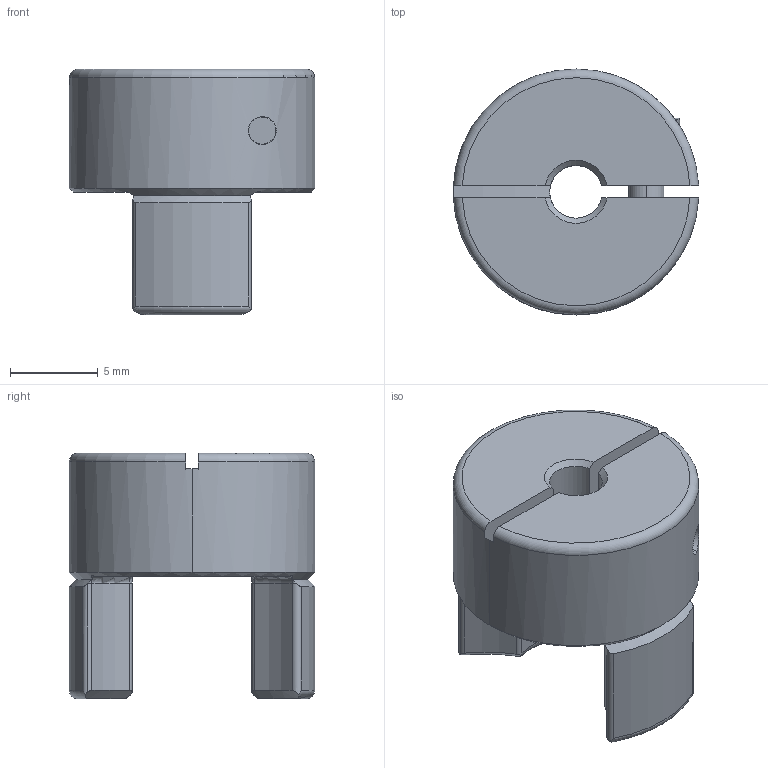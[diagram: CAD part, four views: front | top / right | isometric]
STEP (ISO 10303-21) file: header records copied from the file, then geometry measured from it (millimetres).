
FILE_DESCRIPTION (( 'STEP AP203' ), '1' );
FILE_NAME ('SJC-14C-3.step', '2021-04-15T12:35:34', ( '' ), ( '' ), 'SwSTEP 2.0', 'SolidWorks 2021', '' );
FILE_SCHEMA (( 'CONFIG_CONTROL_DESIGN' ));
Length unit declared in the file: millimetre
Products named in the file (1): SJC-14C-3
Bounding box: 13.99 x 14 x 14 mm (x, y, z)
Volume: 1170.9 mm3; surface area: 1124.9 mm2
Topology: 2 solids, 2 shells, 108 faces, 277 edges, 174 vertices
Faces by surface type: cylinder 39, plane 28, cone 17, torus 16, bspline 8
Entity records: 4440 total; most frequent: CARTESIAN_POINT 1863, ORIENTED_EDGE 550, DIRECTION 494, EDGE_CURVE 275, AXIS2_PLACEMENT_3D 206, VERTEX_POINT 174, EDGE_LOOP 115, FACE_OUTER_BOUND 108
